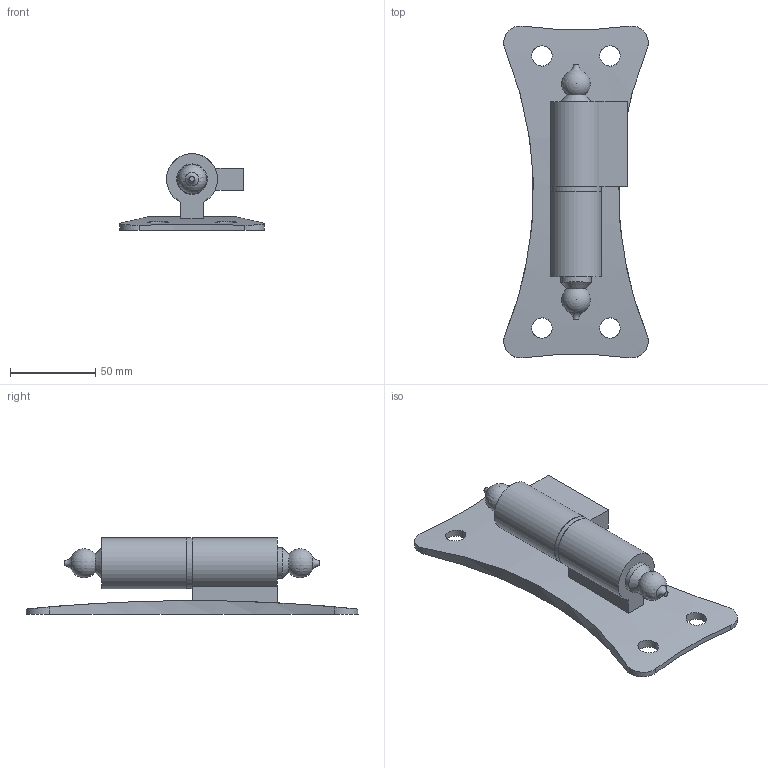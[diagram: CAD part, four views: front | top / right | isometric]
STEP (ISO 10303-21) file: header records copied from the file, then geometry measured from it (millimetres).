
FILE_DESCRIPTION (( 'STEP AP203' ), '1' );
FILE_NAME ('3815.STEP', '2024-08-16T08:49:38', ( '' ), ( '' ), 'SwSTEP 2.0', 'SolidWorks 2018', '' );
FILE_SCHEMA (( 'CONFIG_CONTROL_DESIGN' ));
Length unit declared in the file: millimetre
Products named in the file (4): 3815; 3815 Teil1_3815 Teil1; 3815 Teil2_3815 Teil2; 3815 Teil3_3815 Teil3
Assembly tree (3 placements, depth 2):
  3815
    3815 Teil1_3815 Teil1
    3815 Teil2_3815 Teil2
    3815 Teil3_3815 Teil3
Bounding box: 84.98 x 195.2 x 44.95 mm (x, y, z)
Volume: 168130.8 mm3; surface area: 56062.2 mm2
Topology: 5 solids, 5 shells, 216 faces, 564 edges, 376 vertices
Faces by surface type: plane 102, bspline 87, cylinder 21, cone 2, sphere 2, torus 2
Full cylindrical faces by diameter (mm): 12 x4, 18 x4, 18.25 x1, 29.8 x1
Entity records: 11708 total; most frequent: CARTESIAN_POINT 6647, ORIENTED_EDGE 1084, DIRECTION 662, EDGE_CURVE 542, VERTEX_POINT 370, LINE 320, VECTOR 320, EDGE_LOOP 264
